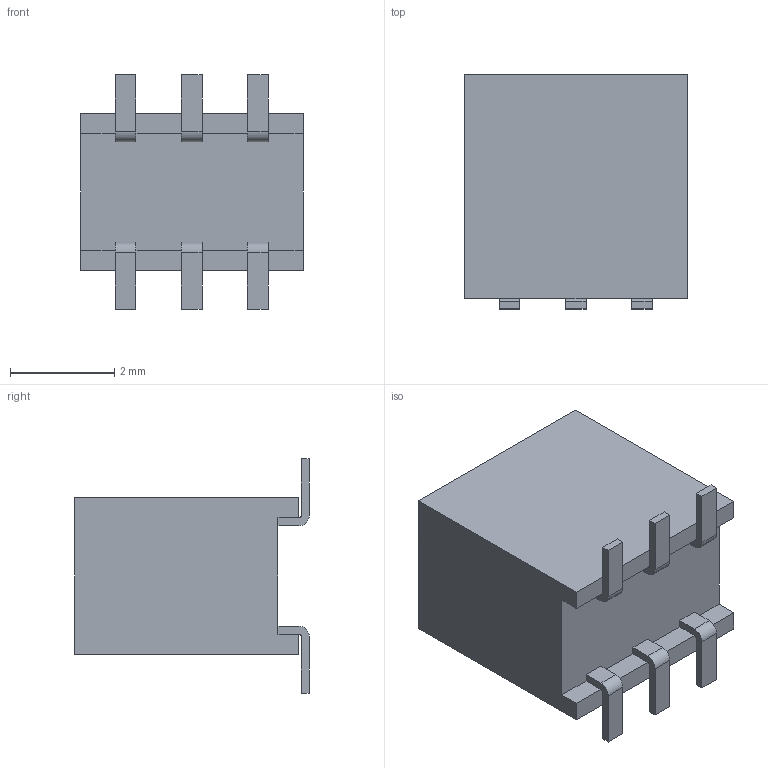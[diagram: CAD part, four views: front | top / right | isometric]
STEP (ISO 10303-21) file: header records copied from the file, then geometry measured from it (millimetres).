
FILE_DESCRIPTION (( 'STEP AP214' ), '1' );
FILE_NAME ('B91B04DE-85FE-4F41-8FB4-61D7FC573CB0.STEP', '2024-01-05T09:46:39', ( '' ), ( '' ), 'SwSTEP 2.0', 'SolidWorks 2022', '' );
FILE_SCHEMA (( 'AUTOMOTIVE_DESIGN' ));
Length unit declared in the file: millimetre
Products named in the file (1): B91B04DE-85FE-4F41-8FB4-61D7FC573CB0
Bounding box: 4.27 x 4.5 x 4.5 mm (x, y, z)
Volume: 51.2 mm3; surface area: 100.5 mm2
Topology: 1 solids, 1 shells, 94 faces, 246 edges, 160 vertices
Faces by surface type: plane 82, cylinder 12
Entity records: 2872 total; most frequent: CARTESIAN_POINT 501, ORIENTED_EDGE 492, DIRECTION 460, EDGE_CURVE 246, VECTOR 222, LINE 222, VERTEX_POINT 160, AXIS2_PLACEMENT_3D 119
